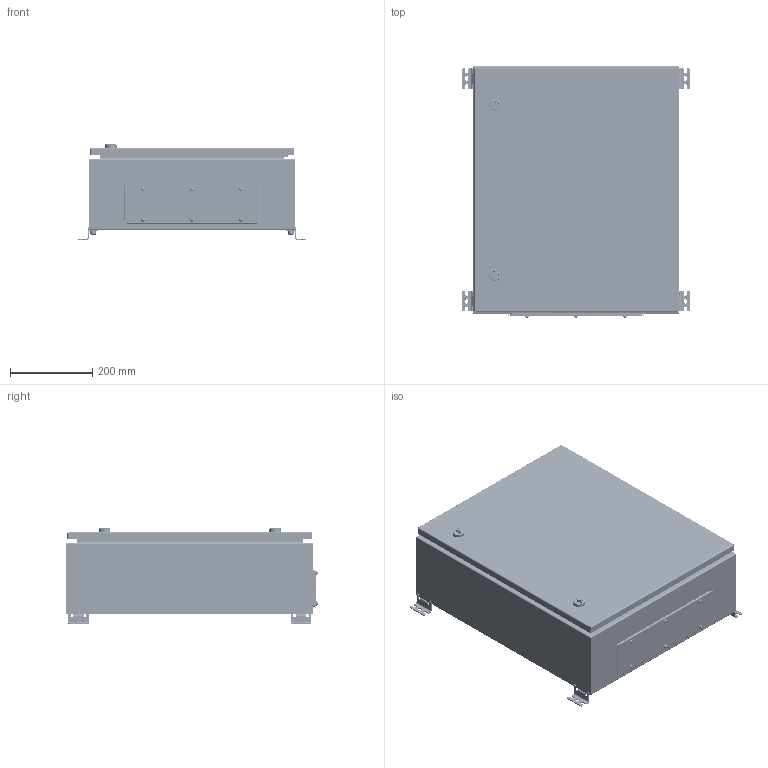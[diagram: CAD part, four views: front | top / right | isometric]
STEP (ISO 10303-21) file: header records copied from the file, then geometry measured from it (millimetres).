
FILE_DESCRIPTION (( 'STEP AP214' ), '1' );
FILE_NAME ('21.050.060.20.STEP', '2024-07-24T09:53:47', ( '' ), ( '' ), 'SwSTEP 2.0', 'SolidWorks 2021', '' );
FILE_SCHEMA (( 'AUTOMOTIVE_DESIGN' ));
Length unit declared in the file: millimetre
Products named in the file (34): 鐵墊圈_1; 小頭螺絲_1; 剒蜲錪_30403583_MESAN; Ïðîôèëü äâåðíîé H600; Äâåðü W500H600; 署赅 W330D90; 鎖芯_1; 昢膼碴鍣 膰豵鵨 W500H600D200; 昑 W500H600; ﾇ瑟鶴 MS-705-3D; Çàêëåïêà ðåçüáîâàÿ Ì5 øåñòèãðàííàÿ ñ óìåíüøåííûì áîðòîì; Øïèëüêà ïðèâàðíàÿ Ì6õ25; 嵑謺麃 瀁蠉澼鍣 094; 墊片_1; Âèíò DIN 967 Ì5õ16 ñ ïîëóêðóãëîé ãîëîâêîé ñ êðåñòîîáðàçíûì øëèöåì; Ïåòëÿ ùèòîâàÿ ïðèâàðíàÿ; 471.100 Íàñòåííîå êðåïëåíèå; 螺母_1; Ïðàâàÿ ñòåíêà H600D200; Ðåçèíêà øàðíèðà; Äâåðíîå ïîëîòíî W500H600; 妈眚 DIN 912-󋔊0-Zn; 嵑謺麃; Çàêëåïêà ðåçüáîâàÿ Ì8 øåñòèãðàííàÿ ñ óìåíüøåííûì áîðòîì; Ëåâàÿ ñòåíêà H600D200; Ãàéêà M6 DIN6923.step; 扻豵鵨 W500H600D200; 主體_1; Ïðîêëàäêà êðûøêè ÄÌ W330D90; 21.050.060.20; Âòóëêà øàðíèðà; Áîëò Ì6õ10 ñ øåñòèãðàííîé ãîëîâêîé ñ ïðåññøàéáîé; Ãàñêåòèíã äâåðè W500H600; Øïèëüêà ïðèâàðíàÿ Ì6õ16
Assembly tree (71 placements, depth 4):
  21.050.060.20
    昢膼碴鍣 膰豵鵨 W500H600D200
      扻豵鵨 W500H600D200
      Ïðàâàÿ ñòåíêà H600D200
      Ëåâàÿ ñòåíêà H600D200
      Øïèëüêà ïðèâàðíàÿ Ì6õ16  x4
      Øïèëüêà ïðèâàðíàÿ Ì6õ25  x4
      Çàêëåïêà ðåçüáîâàÿ Ì8 øåñòèãðàííàÿ ñ óìåíüøåííûì áîðòîì  x4
      Çàêëåïêà ðåçüáîâàÿ Ì5 øåñòèãðàííàÿ ñ óìåíüøåííûì áîðòîì  x6
    Äâåðü W500H600
      Äâåðíîå ïîëîòíî W500H600
      Ãàñêåòèíã äâåðè W500H600
      Ïðîôèëü äâåðíîé H600  x2
      Øïèëüêà ïðèâàðíàÿ Ì6õ16  x2
      Ïåòëÿ ùèòîâàÿ ïðèâàðíàÿ  x2
      ﾇ瑟鶴 MS-705-3D  x2
        主體_1
        鎖芯_1
        墊片_1
        螺母_1
        鐵墊圈_1
        小頭螺絲_1
        剒蜲錪_30403583_MESAN
    昑 W500H600
    署赅 W330D90
    Ïðîêëàäêà êðûøêè ÄÌ W330D90
    Âèíò DIN 967 Ì5õ16 ñ ïîëóêðóãëîé ãîëîâêîé ñ êðåñòîîáðàçíûì øëèöåì  x6
    嵑謺麃 瀁蠉澼鍣 094  x2
      嵑謺麃
      Âòóëêà øàðíèðà
      Ðåçèíêà øàðíèðà
    Áîëò Ì6õ10 ñ øåñòèãðàííîé ãîëîâêîé ñ ïðåññøàéáîé  x4
    471.100 Íàñòåííîå êðåïëåíèå  x4
    妈眚 DIN 912-󋔊0-Zn  x4
    Ãàéêà M6 DIN6923.step  x4
Bounding box: 552 x 610.49 x 231.4 mm (x, y, z)
Volume: 2427268.2 mm3; surface area: 3092337.1 mm2
Topology: 76 solids, 76 shells, 3663 faces, 9380 edges, 5905 vertices
Faces by surface type: plane 1425, cylinder 1390, bspline 458, cone 234, torus 124, sphere 32
Entity records: 70494 total; most frequent: CARTESIAN_POINT 27267, ORIENTED_EDGE 8198, DIRECTION 6822, EDGE_CURVE 4099, VERTEX_POINT 2588, AXIS2_PLACEMENT_3D 2389, LINE 2044, VECTOR 2044
